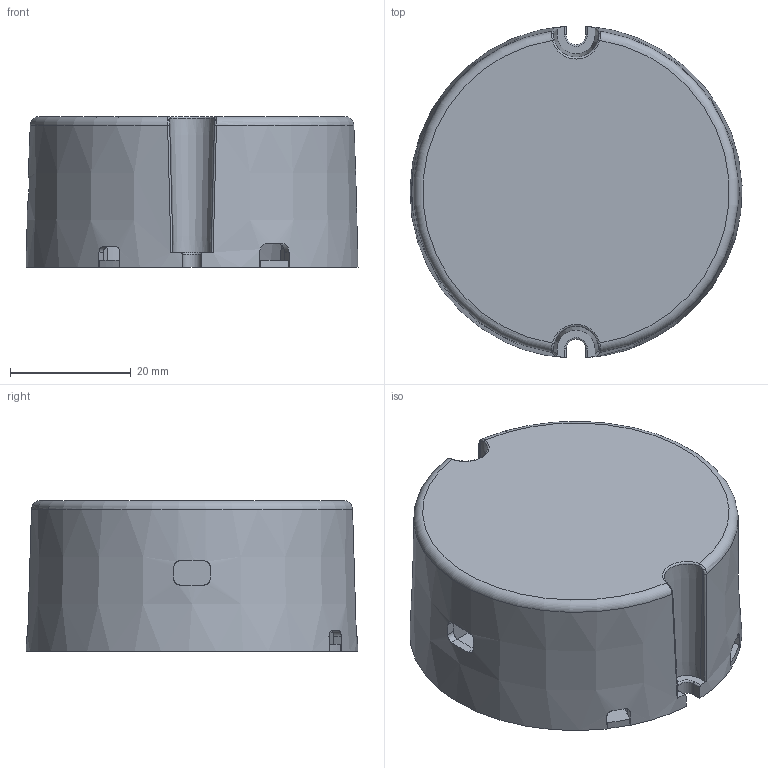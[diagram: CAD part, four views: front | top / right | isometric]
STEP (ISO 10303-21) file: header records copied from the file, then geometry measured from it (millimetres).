
FILE_DESCRIPTION(('Creo Elements/Direct Modeling STEP Export'),'2;1');
FILE_NAME('K85.stp','2020-01-23T 6:56:17',(''),(''),'PTC Creo Elements/Direct Modeling STEP processor for AP214 (Solid Model)','PTC Creo Elements/Direct Modeling 19.0E 27-Jun-2016 (C) Parametric Technology GmbH','');
FILE_SCHEMA(('AUTOMOTIVE_DESIGN { 1 0 10303 214 1 1 1 1 }'));
Length unit declared in the file: millimetre
Products named in the file (2): K85
Assembly tree (1 placements, depth 2):
  K85
    K85
Bounding box: 54.97 x 54.91 x 25 mm (x, y, z)
Volume: 11889.5 mm3; surface area: 19059.8 mm2
Topology: 1 solids, 1 shells, 168 faces, 464 edges, 300 vertices
Faces by surface type: plane 80, cylinder 36, cone 30, torus 18, bspline 4
Entity records: 6083 total; most frequent: CARTESIAN_POINT 1912, ORIENTED_EDGE 928, DIRECTION 798, EDGE_CURVE 464, AXIS2_PLACEMENT_3D 310, VERTEX_POINT 300, VECTOR 178, LINE 178
